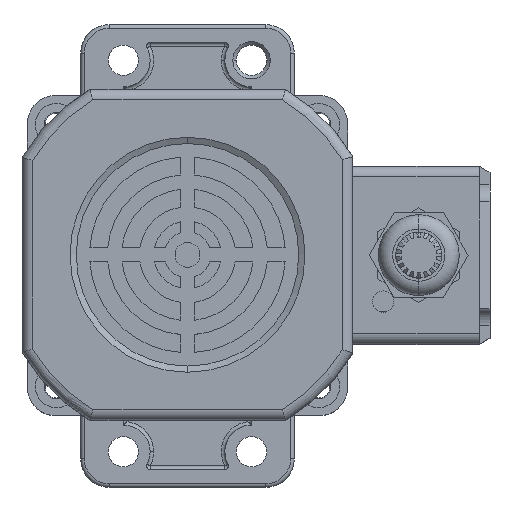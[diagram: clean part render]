
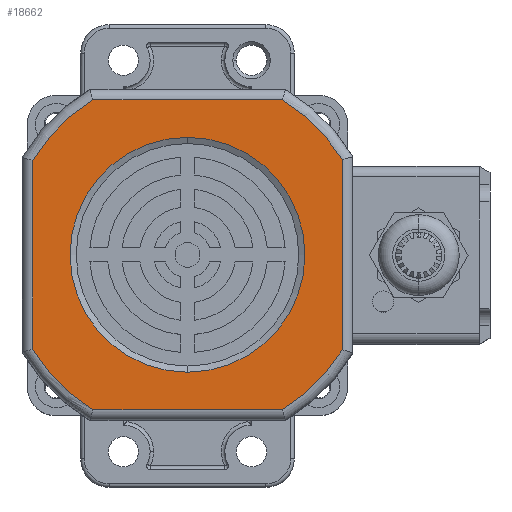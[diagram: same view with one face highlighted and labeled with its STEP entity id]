
A CAD part, top view. The second image highlights one B-rep face of the part: STEP entity #18662.
In plain terms, the highlighted face is planar.
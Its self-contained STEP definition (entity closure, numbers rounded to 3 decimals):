
#227 = DIRECTION ( 'NONE',  ( 0., 0., 1. ) ) ;
#854 = VERTEX_POINT ( 'NONE', #19686 ) ;
#931 = VERTEX_POINT ( 'NONE', #14506 ) ;
#1501 = ORIENTED_EDGE ( 'NONE', *, *, #18823, .T. ) ;
#1877 = DIRECTION ( 'NONE',  ( 0., 0., 1. ) ) ;
#1900 = DIRECTION ( 'NONE',  ( 0., -1., 0. ) ) ;
#1910 = CARTESIAN_POINT ( 'NONE',  ( 0.05, 0., 0. ) ) ;
#2390 = AXIS2_PLACEMENT_3D ( 'NONE', #10395, #26039, #12772 ) ;
#3062 = DIRECTION ( 'NONE',  ( 0., 0., -1. ) ) ;
#3095 = CARTESIAN_POINT ( 'NONE',  ( -43.5, 0., 0. ) ) ;
#3096 = CIRCLE ( 'NONE', #15701, 51. ) ;
#3195 = VERTEX_POINT ( 'NONE', #22102 ) ;
#3532 = VERTEX_POINT ( 'NONE', #20536 ) ;
#3863 = CARTESIAN_POINT ( 'NONE',  ( 0., 0., 0. ) ) ;
#4348 = EDGE_CURVE ( 'NONE', #11039, #3195, #18994, .T. ) ;
#4517 = EDGE_LOOP ( 'NONE', ( #12990, #28717, #28037, #25920, #15659, #1501, #25416, #8172 ) ) ;
#4716 = CARTESIAN_POINT ( 'NONE',  ( 0.05, 0., 0. ) ) ;
#4724 = DIRECTION ( 'NONE',  ( -1., 0., 0. ) ) ;
#5354 = ORIENTED_EDGE ( 'NONE', *, *, #26878, .F. ) ;
#5498 = CARTESIAN_POINT ( 'NONE',  ( 0.05, 0., 0. ) ) ;
#5841 = EDGE_CURVE ( 'NONE', #3195, #20160, #20246, .T. ) ;
#6087 = AXIS2_PLACEMENT_3D ( 'NONE', #5498, #21099, #7719 ) ;
#6093 = DIRECTION ( 'NONE',  ( 0., 0., -1. ) ) ;
#6441 = CARTESIAN_POINT ( 'NONE',  ( 0.05, 0., 0. ) ) ;
#6547 = CARTESIAN_POINT ( 'NONE',  ( -26.572, 0., -43.5 ) ) ;
#6993 = AXIS2_PLACEMENT_3D ( 'NONE', #9202, #24906, #11585 ) ;
#7719 = DIRECTION ( 'NONE',  ( 0., 0., 1. ) ) ;
#8172 = ORIENTED_EDGE ( 'NONE', *, *, #23854, .T. ) ;
#8687 = DIRECTION ( 'NONE',  ( 0., 0., 1. ) ) ;
#9202 = CARTESIAN_POINT ( 'NONE',  ( 0.05, 0., 0. ) ) ;
#10019 = DIRECTION ( 'NONE',  ( 0., 0., 1. ) ) ;
#10194 = AXIS2_PLACEMENT_3D ( 'NONE', #3863, #19538, #6093 ) ;
#10395 = CARTESIAN_POINT ( 'NONE',  ( 0., 0., 0. ) ) ;
#11039 = VERTEX_POINT ( 'NONE', #28239 ) ;
#11585 = DIRECTION ( 'NONE',  ( 0., 0., 1. ) ) ;
#12519 = CARTESIAN_POINT ( 'NONE',  ( 26.673, 0., 43.5 ) ) ;
#12652 = VECTOR ( 'NONE', #10019, 1000. ) ;
#12772 = DIRECTION ( 'NONE',  ( 0., 0., -1. ) ) ;
#12859 = ORIENTED_EDGE ( 'NONE', *, *, #21210, .F. ) ;
#12957 = EDGE_CURVE ( 'NONE', #20160, #21225, #28851, .T. ) ;
#12990 = ORIENTED_EDGE ( 'NONE', *, *, #4348, .T. ) ;
#13380 = CARTESIAN_POINT ( 'NONE',  ( 43.5, 0., -26.705 ) ) ;
#13880 = DIRECTION ( 'NONE',  ( 0., 1., 0. ) ) ;
#14205 = LINE ( 'NONE', #16006, #25980 ) ;
#14450 = EDGE_CURVE ( 'NONE', #21225, #26359, #3096, .T. ) ;
#14506 = CARTESIAN_POINT ( 'NONE',  ( -26.572, 0., 43.5 ) ) ;
#14976 = FACE_BOUND ( 'NONE', #25921, .T. ) ;
#15570 = CARTESIAN_POINT ( 'NONE',  ( 0., 0., 33. ) ) ;
#15659 = ORIENTED_EDGE ( 'NONE', *, *, #15922, .T. ) ;
#15701 = AXIS2_PLACEMENT_3D ( 'NONE', #6441, #22077, #8687 ) ;
#15922 = EDGE_CURVE ( 'NONE', #26359, #3532, #23665, .T. ) ;
#16006 = CARTESIAN_POINT ( 'NONE',  ( 0.05, 0., 43.5 ) ) ;
#16678 = CIRCLE ( 'NONE', #6087, 51. ) ;
#17357 = VERTEX_POINT ( 'NONE', #12519 ) ;
#17995 = AXIS2_PLACEMENT_3D ( 'NONE', #1910, #1900, #1877 ) ;
#18284 = VECTOR ( 'NONE', #3062, 1000. ) ;
#18662 = ADVANCED_FACE ( 'NONE', ( #26053, #14976 ), #24885, .F. ) ;
#18823 = EDGE_CURVE ( 'NONE', #3532, #17357, #16678, .T. ) ;
#18994 = LINE ( 'NONE', #3095, #18284 ) ;
#19538 = DIRECTION ( 'NONE',  ( 0., -1., 0. ) ) ;
#19639 = CARTESIAN_POINT ( 'NONE',  ( 26.673, 0., -43.5 ) ) ;
#19686 = CARTESIAN_POINT ( 'NONE',  ( 0., 0., -33. ) ) ;
#20160 = VERTEX_POINT ( 'NONE', #6547 ) ;
#20246 = CIRCLE ( 'NONE', #17995, 51. ) ;
#20269 = EDGE_CURVE ( 'NONE', #17357, #931, #14205, .T. ) ;
#20536 = CARTESIAN_POINT ( 'NONE',  ( 43.5, 0., 26.705 ) ) ;
#20597 = CIRCLE ( 'NONE', #10194, 33. ) ;
#21099 = DIRECTION ( 'NONE',  ( 0., -1., 0. ) ) ;
#21210 = EDGE_CURVE ( 'NONE', #24961, #854, #20597, .T. ) ;
#21225 = VERTEX_POINT ( 'NONE', #19639 ) ;
#21808 = CARTESIAN_POINT ( 'NONE',  ( 0.05, 0., -43.5 ) ) ;
#21903 = DIRECTION ( 'NONE',  ( 1., 0., 0. ) ) ;
#22077 = DIRECTION ( 'NONE',  ( 0., -1., 0. ) ) ;
#22102 = CARTESIAN_POINT ( 'NONE',  ( -43.5, 0., -26.54 ) ) ;
#22743 = VECTOR ( 'NONE', #21903, 1000. ) ;
#23372 = CARTESIAN_POINT ( 'NONE',  ( 43.5, 0., 0. ) ) ;
#23665 = LINE ( 'NONE', #23372, #12652 ) ;
#23854 = EDGE_CURVE ( 'NONE', #931, #11039, #27581, .T. ) ;
#24885 = PLANE ( 'NONE',  #27721 ) ;
#24906 = DIRECTION ( 'NONE',  ( 0., -1., 0. ) ) ;
#24961 = VERTEX_POINT ( 'NONE', #15570 ) ;
#25416 = ORIENTED_EDGE ( 'NONE', *, *, #20269, .T. ) ;
#25920 = ORIENTED_EDGE ( 'NONE', *, *, #14450, .T. ) ;
#25921 = EDGE_LOOP ( 'NONE', ( #5354, #12859 ) ) ;
#25980 = VECTOR ( 'NONE', #4724, 1000. ) ;
#26039 = DIRECTION ( 'NONE',  ( 0., -1., 0. ) ) ;
#26053 = FACE_OUTER_BOUND ( 'NONE', #4517, .T. ) ;
#26359 = VERTEX_POINT ( 'NONE', #13380 ) ;
#26878 = EDGE_CURVE ( 'NONE', #854, #24961, #27736, .T. ) ;
#27581 = CIRCLE ( 'NONE', #6993, 51. ) ;
#27721 = AXIS2_PLACEMENT_3D ( 'NONE', #4716, #13880, #227 ) ;
#27736 = CIRCLE ( 'NONE', #2390, 33. ) ;
#28037 = ORIENTED_EDGE ( 'NONE', *, *, #12957, .T. ) ;
#28239 = CARTESIAN_POINT ( 'NONE',  ( -43.5, 0., 26.54 ) ) ;
#28717 = ORIENTED_EDGE ( 'NONE', *, *, #5841, .T. ) ;
#28851 = LINE ( 'NONE', #21808, #22743 ) ;
